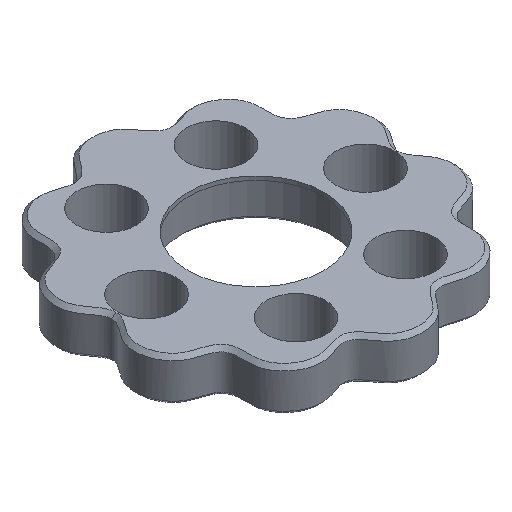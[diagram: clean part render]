
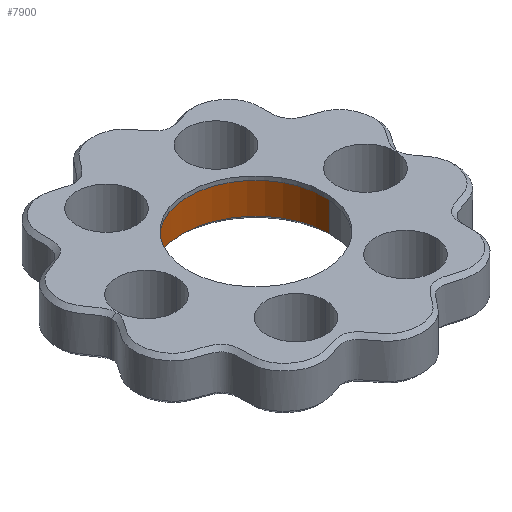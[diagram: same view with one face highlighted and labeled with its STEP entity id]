
A CAD part, isometric view. The second image highlights one B-rep face of the part: STEP entity #7900.
In plain terms, the highlighted cylindrical face has radius 7.575 mm (diameter 15.15 mm), a partial arc.
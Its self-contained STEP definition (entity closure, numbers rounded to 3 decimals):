
#65 = DIRECTION ( 'NONE',  ( 1., 0., 0. ) ) ;
#704 = EDGE_LOOP ( 'NONE', ( #10511, #6294, #9668, #1031 ) ) ;
#717 = CARTESIAN_POINT ( 'NONE',  ( 0., 0., 4. ) ) ;
#1031 = ORIENTED_EDGE ( 'NONE', *, *, #12513, .T. ) ;
#1728 = DIRECTION ( 'NONE',  ( -1., 0., 0. ) ) ;
#1841 = FACE_OUTER_BOUND ( 'NONE', #704, .T. ) ;
#1919 = VECTOR ( 'NONE', #5453, 1000. ) ;
#2106 = VERTEX_POINT ( 'NONE', #11058 ) ;
#2137 = EDGE_CURVE ( 'NONE', #2106, #2156, #4365, .T. ) ;
#2156 = VERTEX_POINT ( 'NONE', #2217 ) ;
#2217 = CARTESIAN_POINT ( 'NONE',  ( 7.575, 0., 0.4 ) ) ;
#2803 = CARTESIAN_POINT ( 'NONE',  ( 0., 0., 4. ) ) ;
#3756 = AXIS2_PLACEMENT_3D ( 'NONE', #2803, #12479, #6682 ) ;
#4365 = LINE ( 'NONE', #7116, #10248 ) ;
#4973 = CIRCLE ( 'NONE', #9232, 7.575 ) ;
#5150 = CIRCLE ( 'NONE', #7189, 7.575 ) ;
#5453 = DIRECTION ( 'NONE',  ( 0., 0., -1. ) ) ;
#5649 = CYLINDRICAL_SURFACE ( 'NONE', #3756, 7.575 ) ;
#5729 = DIRECTION ( 'NONE',  ( 0., 0., -1. ) ) ;
#6294 = ORIENTED_EDGE ( 'NONE', *, *, #7350, .F. ) ;
#6682 = DIRECTION ( 'NONE',  ( -1., 0., 0. ) ) ;
#6792 = CARTESIAN_POINT ( 'NONE',  ( -7.575, 0., 0.4 ) ) ;
#7116 = CARTESIAN_POINT ( 'NONE',  ( 7.575, 0., 4. ) ) ;
#7189 = AXIS2_PLACEMENT_3D ( 'NONE', #717, #5729, #1728 ) ;
#7350 = EDGE_CURVE ( 'NONE', #7575, #2106, #5150, .T. ) ;
#7575 = VERTEX_POINT ( 'NONE', #8586 ) ;
#7891 = DIRECTION ( 'NONE',  ( 0., 0., -1. ) ) ;
#7900 = ADVANCED_FACE ( 'NONE', ( #1841 ), #5649, .F. ) ;
#8250 = DIRECTION ( 'NONE',  ( 0., 0., -1. ) ) ;
#8586 = CARTESIAN_POINT ( 'NONE',  ( -7.575, 0., 4. ) ) ;
#8604 = EDGE_CURVE ( 'NONE', #7575, #10635, #9344, .T. ) ;
#8785 = CARTESIAN_POINT ( 'NONE',  ( 0., 0., 0.4 ) ) ;
#9232 = AXIS2_PLACEMENT_3D ( 'NONE', #8785, #7891, #65 ) ;
#9344 = LINE ( 'NONE', #9538, #1919 ) ;
#9538 = CARTESIAN_POINT ( 'NONE',  ( -7.575, 0., 4. ) ) ;
#9668 = ORIENTED_EDGE ( 'NONE', *, *, #8604, .T. ) ;
#10248 = VECTOR ( 'NONE', #8250, 1000. ) ;
#10511 = ORIENTED_EDGE ( 'NONE', *, *, #2137, .F. ) ;
#10635 = VERTEX_POINT ( 'NONE', #6792 ) ;
#11058 = CARTESIAN_POINT ( 'NONE',  ( 7.575, 0., 4. ) ) ;
#12479 = DIRECTION ( 'NONE',  ( 0., 0., -1. ) ) ;
#12513 = EDGE_CURVE ( 'NONE', #10635, #2156, #4973, .T. ) ;
